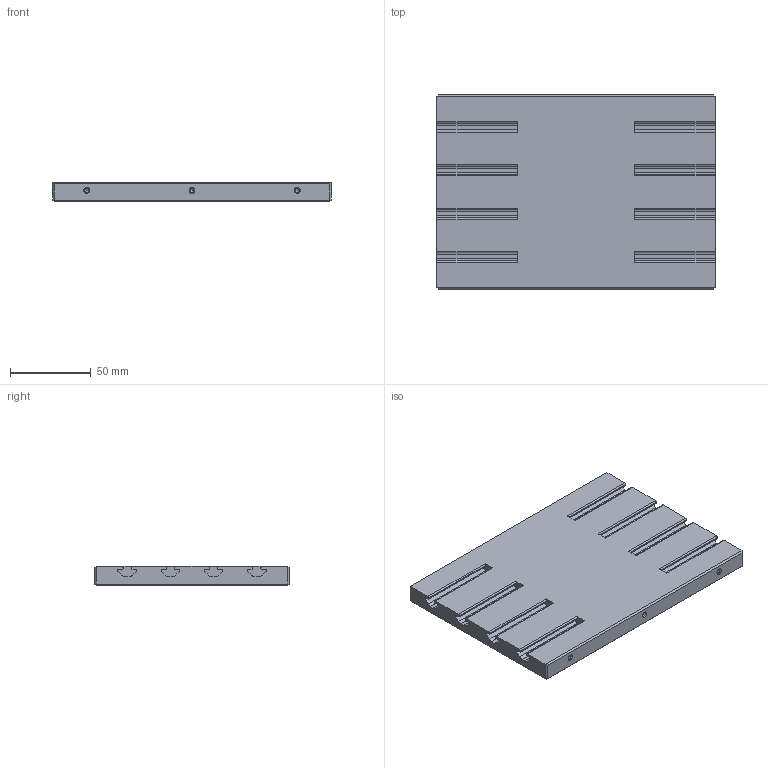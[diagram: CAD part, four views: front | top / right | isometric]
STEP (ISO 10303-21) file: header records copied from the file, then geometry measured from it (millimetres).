
FILE_DESCRIPTION(('FreeCAD Model'),'2;1');
FILE_NAME('Open CASCADE Shape Model','2024-06-08T09:08:25',(''),(''), 'Open CASCADE STEP processor 7.6','FreeCAD','Unknown');
FILE_SCHEMA(('AUTOMOTIVE_DESIGN { 1 0 10303 214 1 1 1 1 }'));
Length unit declared in the file: millimetre
Products named in the file (1): Table
Bounding box: 172 x 120 x 12 mm (x, y, z)
Volume: 226489.6 mm3; surface area: 56620.8 mm2
Topology: 1 solids, 1 shells, 190 faces, 520 edges, 332 vertices
Faces by surface type: plane 84, cylinder 78, cone 28
Full cylindrical faces by diameter (mm): 2.5 x14
Entity records: 5954 total; most frequent: DIRECTION 1058, CARTESIAN_POINT 1029, ORIENTED_EDGE 1012, EDGE_CURVE 506, AXIS2_PLACEMENT_3D 361, LINE 336, VECTOR 336, VERTEX_POINT 332
